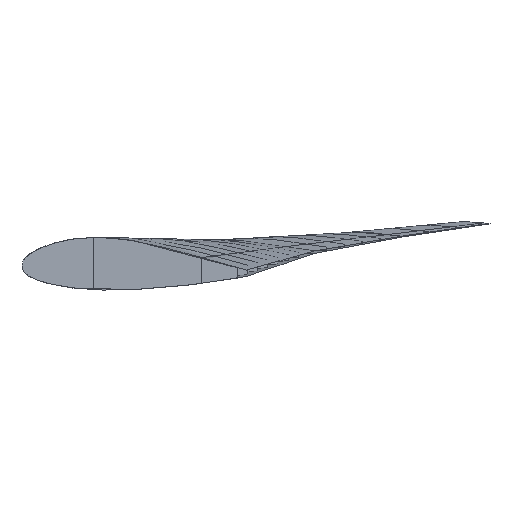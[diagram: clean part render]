
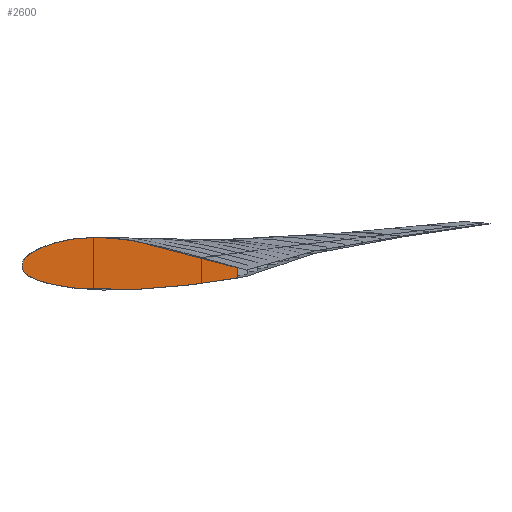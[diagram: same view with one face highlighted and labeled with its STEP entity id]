
A CAD part, front view. The second image highlights one B-rep face of the part: STEP entity #2600.
In plain terms, the highlighted planar face has unit normal (0, -1, 0).
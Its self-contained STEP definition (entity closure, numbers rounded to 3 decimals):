
#2600 = ADVANCED_FACE('',(#2601),#2619,.T.);
#2601 = FACE_BOUND('',#2602,.F.);
#2602 = EDGE_LOOP('',(#2603,#2634));
#2603 = ORIENTED_EDGE('',*,*,#2604,.T.);
#2604 = EDGE_CURVE('',#2605,#2607,#2609,.T.);
#2605 = VERTEX_POINT('',#2606);
#2606 = CARTESIAN_POINT('',(6.301,0.,
    -0.014));
#2607 = VERTEX_POINT('',#2608);
#2608 = CARTESIAN_POINT('',(6.301,0.,
    -0.321));
#2609 = SURFACE_CURVE('',#2610,(#2618),.PCURVE_S1.);
#2610 = B_SPLINE_CURVE_WITH_KNOTS('',4,(#2611,#2612,#2613,#2614,#2615,
    #2616,#2617),.UNSPECIFIED.,.F.,.F.,(5,1,1,5),(-4.925,
    0.075,0.382,5.382),.UNSPECIFIED.);
#2611 = CARTESIAN_POINT('',(6.301,0.,
    4.986));
#2612 = CARTESIAN_POINT('',(6.301,0.,
    3.736));
#2613 = CARTESIAN_POINT('',(6.301,0.,
    2.409));
#2614 = CARTESIAN_POINT('',(6.301,0.,
    -0.168));
#2615 = CARTESIAN_POINT('',(6.301,0.,
    -2.745));
#2616 = CARTESIAN_POINT('',(6.301,0.,
    -4.071));
#2617 = CARTESIAN_POINT('',(6.301,0.,
    -5.321));
#2618 = PCURVE('',#2619,#2624);
#2619 = PLANE('',#2620);
#2620 = AXIS2_PLACEMENT_3D('',#2621,#2622,#2623);
#2621 = CARTESIAN_POINT('',(0.,0.,0.));
#2622 = DIRECTION('',(0.,-1.,0.));
#2623 = DIRECTION('',(1.,0.,0.));
#2624 = DEFINITIONAL_REPRESENTATION('',(#2625),#2633);
#2625 = B_SPLINE_CURVE_WITH_KNOTS('',4,(#2626,#2627,#2628,#2629,#2630,
    #2631,#2632),.UNSPECIFIED.,.F.,.F.,(5,1,1,5),(-4.925,
    0.075,0.382,5.382),.UNSPECIFIED.);
#2626 = CARTESIAN_POINT('',(6.301,4.986));
#2627 = CARTESIAN_POINT('',(6.301,3.736));
#2628 = CARTESIAN_POINT('',(6.301,2.409));
#2629 = CARTESIAN_POINT('',(6.301,-0.168));
#2630 = CARTESIAN_POINT('',(6.301,-2.745));
#2631 = CARTESIAN_POINT('',(6.301,-4.071));
#2632 = CARTESIAN_POINT('',(6.301,-5.321));
#2633 = ( GEOMETRIC_REPRESENTATION_CONTEXT(2) 
PARAMETRIC_REPRESENTATION_CONTEXT() REPRESENTATION_CONTEXT('2D SPACE',''
  ) );
#2634 = ORIENTED_EDGE('',*,*,#2635,.F.);
#2635 = EDGE_CURVE('',#2605,#2607,#2636,.T.);
#2636 = SURFACE_CURVE('',#2637,(#2659),.PCURVE_S1.);
#2637 = B_SPLINE_CURVE_WITH_KNOTS('',8,(#2638,#2639,#2640,#2641,#2642,
    #2643,#2644,#2645,#2646,#2647,#2648,#2649,#2650,#2651,#2652,#2653,
    #2654,#2655,#2656,#2657,#2658),.UNSPECIFIED.,.T.,.F.,(9,6,6,9),(0.,
    0.447,0.558,1.),.UNSPECIFIED.);
#2638 = CARTESIAN_POINT('',(6.997,0.,-0.183));
#2639 = CARTESIAN_POINT('',(6.203,0.,0.004));
#2640 = CARTESIAN_POINT('',(5.373,0.,0.179));
#2641 = CARTESIAN_POINT('',(4.708,0.,0.563));
#2642 = CARTESIAN_POINT('',(3.723,0.,0.582));
#2643 = CARTESIAN_POINT('',(3.167,0.,1.037));
#2644 = CARTESIAN_POINT('',(2.137,0.,0.953));
#2645 = CARTESIAN_POINT('',(1.196,0.,0.901));
#2646 = CARTESIAN_POINT('',(0.211,0.,0.403));
#2647 = CARTESIAN_POINT('',(0.297,0.,0.356));
#2648 = CARTESIAN_POINT('',(-0.61,0.,0.159));
#2649 = CARTESIAN_POINT('',(0.171,0.,-0.314));
#2650 = CARTESIAN_POINT('',(0.184,0.,-0.272));
#2651 = CARTESIAN_POINT('',(1.161,0.,-0.683));
#2652 = CARTESIAN_POINT('',(2.154,0.,-0.66));
#2653 = CARTESIAN_POINT('',(3.024,0.,-0.842));
#2654 = CARTESIAN_POINT('',(3.756,0.,-0.493));
#2655 = CARTESIAN_POINT('',(4.626,0.,-0.692));
#2656 = CARTESIAN_POINT('',(5.395,0.,-0.435));
#2657 = CARTESIAN_POINT('',(6.209,0.,-0.37));
#2658 = CARTESIAN_POINT('',(6.997,0.,-0.183));
#2659 = PCURVE('',#2619,#2660);
#2660 = DEFINITIONAL_REPRESENTATION('',(#2661),#2683);
#2661 = B_SPLINE_CURVE_WITH_KNOTS('',8,(#2662,#2663,#2664,#2665,#2666,
    #2667,#2668,#2669,#2670,#2671,#2672,#2673,#2674,#2675,#2676,#2677,
    #2678,#2679,#2680,#2681,#2682),.UNSPECIFIED.,.T.,.F.,(9,6,6,9),(0.,
    0.447,0.558,1.),.UNSPECIFIED.);
#2662 = CARTESIAN_POINT('',(6.997,-0.183));
#2663 = CARTESIAN_POINT('',(6.203,0.004));
#2664 = CARTESIAN_POINT('',(5.373,0.179));
#2665 = CARTESIAN_POINT('',(4.708,0.563));
#2666 = CARTESIAN_POINT('',(3.723,0.582));
#2667 = CARTESIAN_POINT('',(3.167,1.037));
#2668 = CARTESIAN_POINT('',(2.137,0.953));
#2669 = CARTESIAN_POINT('',(1.196,0.901));
#2670 = CARTESIAN_POINT('',(0.211,0.403));
#2671 = CARTESIAN_POINT('',(0.297,0.356));
#2672 = CARTESIAN_POINT('',(-0.61,0.159));
#2673 = CARTESIAN_POINT('',(0.171,-0.314));
#2674 = CARTESIAN_POINT('',(0.184,-0.272));
#2675 = CARTESIAN_POINT('',(1.161,-0.683));
#2676 = CARTESIAN_POINT('',(2.154,-0.66));
#2677 = CARTESIAN_POINT('',(3.024,-0.842));
#2678 = CARTESIAN_POINT('',(3.756,-0.493));
#2679 = CARTESIAN_POINT('',(4.626,-0.692));
#2680 = CARTESIAN_POINT('',(5.395,-0.435));
#2681 = CARTESIAN_POINT('',(6.209,-0.37));
#2682 = CARTESIAN_POINT('',(6.997,-0.183));
#2683 = ( GEOMETRIC_REPRESENTATION_CONTEXT(2) 
PARAMETRIC_REPRESENTATION_CONTEXT() REPRESENTATION_CONTEXT('2D SPACE',''
  ) );
